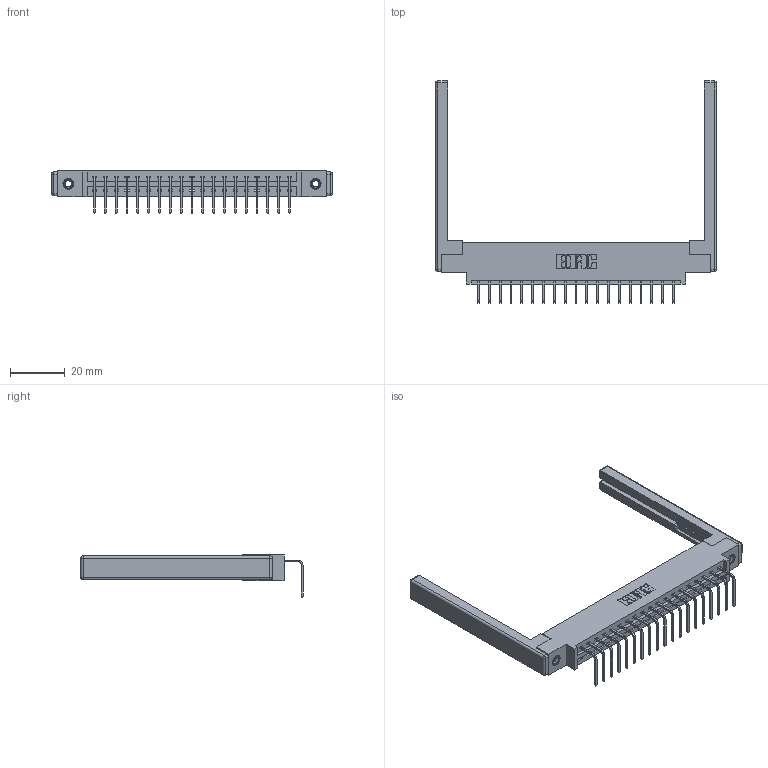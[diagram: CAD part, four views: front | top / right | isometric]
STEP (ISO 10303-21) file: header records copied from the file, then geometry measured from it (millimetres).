
FILE_DESCRIPTION (( 'STEP AP203' ), '1' );
FILE_NAME ('337-019-558-668.STEP', '2019-10-07T12:25:59', ( '' ), ( '' ), 'SwSTEP 2.0', 'SolidWorks 2016', '' );
FILE_SCHEMA (( 'CONFIG_CONTROL_DESIGN' ));
Length unit declared in the file: inch
Products named in the file (5): 337 Part_0.170 Offset - 0.156 Dia-TI; 345-292-001_558 Tail - 2; 345-250-001_345-250-001-102; 307-220-068; 337-019-558-668
Assembly tree (24 placements, depth 2):
  337-019-558-668
    337 Part_0.170 Offset - 0.156 Dia-TI
    345-292-001_558 Tail - 2  x19
    345-250-001_345-250-001-102  x2
    307-220-068  x2
Bounding box: 102.72 x 81.22 x 15.37 mm (x, y, z)
Volume: 14725 mm3; surface area: 15128.8 mm2
Topology: 24 solids, 24 shells, 1488 faces, 4399 edges, 2886 vertices
Faces by surface type: plane 1074, cylinder 390, cone 12, sphere 8, torus 4
Entity records: 20074 total; most frequent: CARTESIAN_POINT 3452, ORIENTED_EDGE 3396, DIRECTION 3026, EDGE_CURVE 1698, VECTOR 1520, LINE 1520, VERTEX_POINT 1122, AXIS2_PLACEMENT_3D 753
